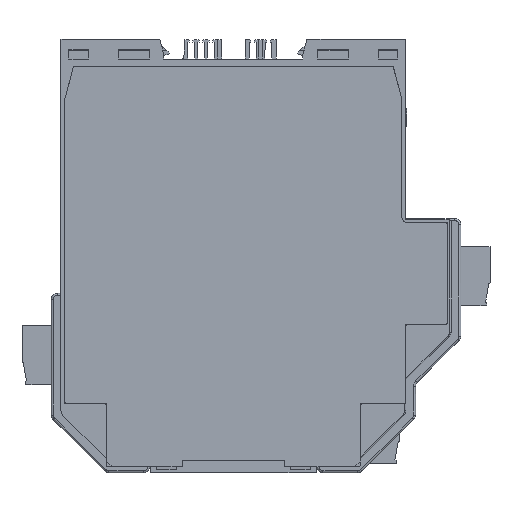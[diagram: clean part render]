
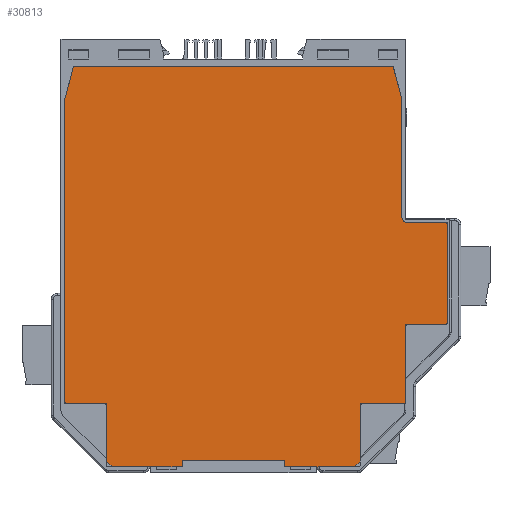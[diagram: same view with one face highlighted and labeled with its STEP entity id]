
A CAD part, front view. The second image highlights one B-rep face of the part: STEP entity #30813.
In plain terms, the highlighted planar face has unit normal (0, -1, 0).
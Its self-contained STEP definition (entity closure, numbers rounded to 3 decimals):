
#26897=DIRECTION('',(0.,0.,-1.));
#26898=VECTOR('',#26897,1.7);
#26899=CARTESIAN_POINT('',(-13.,0.,-99.8));
#26900=LINE('',#26899,#26898);
#26904=DIRECTION('',(-0.707,0.,0.707));
#26905=VECTOR('',#26904,2.121);
#26906=CARTESIAN_POINT('',(-30.75,0.,-101.5));
#26907=LINE('',#26906,#26905);
#26911=DIRECTION('',(0.259,0.,0.966));
#26912=VECTOR('',#26911,8.282);
#26913=CARTESIAN_POINT('',(-42.75,0.,-8.));
#26914=LINE('',#26913,#26912);
#26918=DIRECTION('',(0.259,0.,-0.966));
#26919=VECTOR('',#26918,8.282);
#26920=CARTESIAN_POINT('',(40.606,0.,0.));
#26921=LINE('',#26920,#26919);
#26925=CARTESIAN_POINT('',(44.25,0.,-38.));
#26926=DIRECTION('',(0.,-1.,0.));
#26927=DIRECTION('',(-1.,0.,0.));
#26928=AXIS2_PLACEMENT_3D('',#26925,#26926,#26927);
#26933=CARTESIAN_POINT('',(53.75,0.,-40.));
#26934=DIRECTION('',(0.,1.,0.));
#26935=DIRECTION('',(0.,0.,1.));
#26936=AXIS2_PLACEMENT_3D('',#26933,#26934,#26935);
#26941=CARTESIAN_POINT('',(53.75,0.,-65.));
#26942=DIRECTION('',(0.,1.,0.));
#26943=DIRECTION('',(1.,0.,0.));
#26944=AXIS2_PLACEMENT_3D('',#26941,#26942,#26943);
#26949=CARTESIAN_POINT('',(43.25,0.,-85.));
#26950=DIRECTION('',(0.,1.,0.));
#26951=DIRECTION('',(1.,0.,0.));
#26952=AXIS2_PLACEMENT_3D('',#26949,#26950,#26951);
#26957=DIRECTION('',(-0.707,0.,-0.707));
#26958=VECTOR('',#26957,2.121);
#26959=CARTESIAN_POINT('',(32.25,0.,-100.));
#26960=LINE('',#26959,#26958);
#26964=DIRECTION('',(-1.,0.,0.));
#26965=VECTOR('',#26964,26.);
#26966=CARTESIAN_POINT('',(13.,0.,-99.8));
#26967=LINE('',#26966,#26965);
#27304=DIRECTION('',(0.,0.,1.));
#27305=VECTOR('',#27304,30.);
#27306=CARTESIAN_POINT('',(42.75,0.,-38.));
#27307=LINE('',#27306,#27305);
#27332=DIRECTION('',(-1.,0.,0.));
#27333=VECTOR('',#27332,9.5);
#27334=CARTESIAN_POINT('',(53.75,0.,-39.5));
#27335=LINE('',#27334,#27333);
#27353=DIRECTION('',(0.,0.,1.));
#27354=VECTOR('',#27353,25.);
#27355=CARTESIAN_POINT('',(54.25,0.,-65.));
#27356=LINE('',#27355,#27354);
#27481=DIRECTION('',(0.,0.,-1.));
#27482=VECTOR('',#27481,1.7);
#27483=CARTESIAN_POINT('',(13.,0.,-99.8));
#27484=LINE('',#27483,#27482);
#27495=DIRECTION('',(1.,0.,0.));
#27496=VECTOR('',#27495,17.75);
#27497=CARTESIAN_POINT('',(13.,0.,-101.5));
#27498=LINE('',#27497,#27496);
#27516=DIRECTION('',(0.,0.,1.));
#27517=VECTOR('',#27516,14.5);
#27518=CARTESIAN_POINT('',(32.25,0.,-100.));
#27519=LINE('',#27518,#27517);
#27530=DIRECTION('',(1.,0.,0.));
#27531=VECTOR('',#27530,11.);
#27532=CARTESIAN_POINT('',(32.25,0.,-85.5));
#27533=LINE('',#27532,#27531);
#27551=DIRECTION('',(0.,0.,1.));
#27552=VECTOR('',#27551,19.5);
#27553=CARTESIAN_POINT('',(43.75,0.,-85.));
#27554=LINE('',#27553,#27552);
#27565=DIRECTION('',(1.,0.,0.));
#27566=VECTOR('',#27565,10.);
#27567=CARTESIAN_POINT('',(43.75,0.,-65.5));
#27568=LINE('',#27567,#27566);
#27930=DIRECTION('',(-1.,0.,0.));
#27931=VECTOR('',#27930,81.213);
#27932=CARTESIAN_POINT('',(40.606,0.,0.));
#27933=LINE('',#27932,#27931);
#27951=DIRECTION('',(0.,0.,-1.));
#27952=VECTOR('',#27951,77.5);
#27953=CARTESIAN_POINT('',(-42.75,0.,-8.));
#27954=LINE('',#27953,#27952);
#28996=DIRECTION('',(1.,0.,0.));
#28997=VECTOR('',#28996,10.5);
#28998=CARTESIAN_POINT('',(-42.75,0.,-85.5));
#28999=LINE('',#28998,#28997);
#29245=DIRECTION('',(0.,0.,-1.));
#29246=VECTOR('',#29245,14.5);
#29247=CARTESIAN_POINT('',(-32.25,0.,-85.5));
#29248=LINE('',#29247,#29246);
#29266=DIRECTION('',(1.,0.,0.));
#29267=VECTOR('',#29266,17.75);
#29268=CARTESIAN_POINT('',(-30.75,0.,-101.5));
#29269=LINE('',#29268,#29267);
#30146=CARTESIAN_POINT('',(-13.,0.,-99.8));
#30147=CARTESIAN_POINT('',(-13.,0.,-101.5));
#30148=VERTEX_POINT('',#30146);
#30149=VERTEX_POINT('',#30147);
#30150=CARTESIAN_POINT('',(-30.75,0.,-101.5));
#30151=VERTEX_POINT('',#30150);
#30152=CARTESIAN_POINT('',(-32.25,0.,-100.));
#30153=VERTEX_POINT('',#30152);
#30154=CARTESIAN_POINT('',(-32.25,0.,-85.5));
#30155=VERTEX_POINT('',#30154);
#30156=CARTESIAN_POINT('',(-42.75,0.,-85.5));
#30157=VERTEX_POINT('',#30156);
#30158=CARTESIAN_POINT('',(-42.75,0.,-8.));
#30159=VERTEX_POINT('',#30158);
#30160=CARTESIAN_POINT('',(-40.606,0.,0.));
#30161=VERTEX_POINT('',#30160);
#30162=CARTESIAN_POINT('',(40.606,0.,0.));
#30163=VERTEX_POINT('',#30162);
#30164=CARTESIAN_POINT('',(42.75,0.,-8.));
#30165=VERTEX_POINT('',#30164);
#30166=CARTESIAN_POINT('',(42.75,0.,-38.));
#30167=VERTEX_POINT('',#30166);
#30168=CARTESIAN_POINT('',(44.25,0.,-39.5));
#30169=VERTEX_POINT('',#30168);
#30170=CARTESIAN_POINT('',(53.75,0.,-39.5));
#30171=VERTEX_POINT('',#30170);
#30172=CARTESIAN_POINT('',(54.25,0.,-40.));
#30173=VERTEX_POINT('',#30172);
#30174=CARTESIAN_POINT('',(54.25,0.,-65.));
#30175=VERTEX_POINT('',#30174);
#30176=CARTESIAN_POINT('',(53.75,0.,-65.5));
#30177=VERTEX_POINT('',#30176);
#30178=CARTESIAN_POINT('',(43.75,0.,-65.5));
#30179=VERTEX_POINT('',#30178);
#30180=CARTESIAN_POINT('',(43.75,0.,-85.));
#30181=VERTEX_POINT('',#30180);
#30182=CARTESIAN_POINT('',(43.25,0.,-85.5));
#30183=VERTEX_POINT('',#30182);
#30184=CARTESIAN_POINT('',(32.25,0.,-85.5));
#30185=VERTEX_POINT('',#30184);
#30186=CARTESIAN_POINT('',(32.25,0.,-100.));
#30187=VERTEX_POINT('',#30186);
#30188=CARTESIAN_POINT('',(30.75,0.,-101.5));
#30189=VERTEX_POINT('',#30188);
#30190=CARTESIAN_POINT('',(13.,0.,-101.5));
#30191=VERTEX_POINT('',#30190);
#30192=CARTESIAN_POINT('',(13.,0.,-99.8));
#30193=VERTEX_POINT('',#30192);
#30758=CARTESIAN_POINT('',(0.,0.,0.));
#30759=DIRECTION('',(0.,1.,0.));
#30760=DIRECTION('',(1.,0.,0.));
#30761=AXIS2_PLACEMENT_3D('',#30758,#30759,#30760);
#30762=PLANE('',#30761);
#30764=ORIENTED_EDGE('',*,*,#30763,.T.);
#30766=ORIENTED_EDGE('',*,*,#30765,.F.);
#30768=ORIENTED_EDGE('',*,*,#30767,.T.);
#30770=ORIENTED_EDGE('',*,*,#30769,.F.);
#30772=ORIENTED_EDGE('',*,*,#30771,.F.);
#30774=ORIENTED_EDGE('',*,*,#30773,.F.);
#30776=ORIENTED_EDGE('',*,*,#30775,.T.);
#30778=ORIENTED_EDGE('',*,*,#30777,.F.);
#30780=ORIENTED_EDGE('',*,*,#30779,.T.);
#30782=ORIENTED_EDGE('',*,*,#30781,.F.);
#30784=ORIENTED_EDGE('',*,*,#30783,.T.);
#30786=ORIENTED_EDGE('',*,*,#30785,.F.);
#30788=ORIENTED_EDGE('',*,*,#30787,.T.);
#30790=ORIENTED_EDGE('',*,*,#30789,.F.);
#30792=ORIENTED_EDGE('',*,*,#30791,.T.);
#30794=ORIENTED_EDGE('',*,*,#30793,.F.);
#30796=ORIENTED_EDGE('',*,*,#30795,.F.);
#30798=ORIENTED_EDGE('',*,*,#30797,.T.);
#30800=ORIENTED_EDGE('',*,*,#30799,.F.);
#30802=ORIENTED_EDGE('',*,*,#30801,.F.);
#30804=ORIENTED_EDGE('',*,*,#30803,.T.);
#30806=ORIENTED_EDGE('',*,*,#30805,.F.);
#30808=ORIENTED_EDGE('',*,*,#30807,.F.);
#30810=ORIENTED_EDGE('',*,*,#30809,.T.);
#30811=EDGE_LOOP('',(#30764,#30766,#30768,#30770,#30772,#30774,#30776,#30778,
#30780,#30782,#30784,#30786,#30788,#30790,#30792,#30794,#30796,#30798,#30800,
#30802,#30804,#30806,#30808,#30810));
#30812=FACE_OUTER_BOUND('',#30811,.F.);
#30813=ADVANCED_FACE('',(#30812),#30762,.F.);
#26929=CIRCLE('',#26928,1.5);
#26937=CIRCLE('',#26936,0.5);
#26945=CIRCLE('',#26944,0.5);
#26953=CIRCLE('',#26952,0.5);
#30763=EDGE_CURVE('',#30148,#30149,#26900,.T.);
#30765=EDGE_CURVE('',#30151,#30149,#29269,.T.);
#30767=EDGE_CURVE('',#30151,#30153,#26907,.T.);
#30769=EDGE_CURVE('',#30155,#30153,#29248,.T.);
#30771=EDGE_CURVE('',#30157,#30155,#28999,.T.);
#30773=EDGE_CURVE('',#30159,#30157,#27954,.T.);
#30775=EDGE_CURVE('',#30159,#30161,#26914,.T.);
#30777=EDGE_CURVE('',#30163,#30161,#27933,.T.);
#30779=EDGE_CURVE('',#30163,#30165,#26921,.T.);
#30781=EDGE_CURVE('',#30167,#30165,#27307,.T.);
#30783=EDGE_CURVE('',#30167,#30169,#26929,.T.);
#30785=EDGE_CURVE('',#30171,#30169,#27335,.T.);
#30787=EDGE_CURVE('',#30171,#30173,#26937,.T.);
#30789=EDGE_CURVE('',#30175,#30173,#27356,.T.);
#30791=EDGE_CURVE('',#30175,#30177,#26945,.T.);
#30793=EDGE_CURVE('',#30179,#30177,#27568,.T.);
#30795=EDGE_CURVE('',#30181,#30179,#27554,.T.);
#30797=EDGE_CURVE('',#30181,#30183,#26953,.T.);
#30799=EDGE_CURVE('',#30185,#30183,#27533,.T.);
#30801=EDGE_CURVE('',#30187,#30185,#27519,.T.);
#30803=EDGE_CURVE('',#30187,#30189,#26960,.T.);
#30805=EDGE_CURVE('',#30191,#30189,#27498,.T.);
#30807=EDGE_CURVE('',#30193,#30191,#27484,.T.);
#30809=EDGE_CURVE('',#30193,#30148,#26967,.T.);
